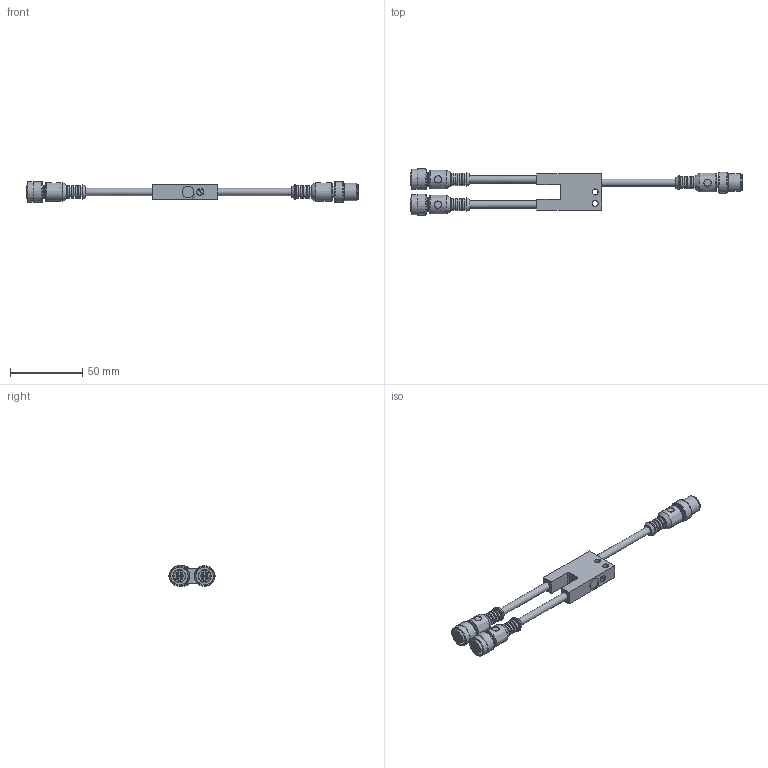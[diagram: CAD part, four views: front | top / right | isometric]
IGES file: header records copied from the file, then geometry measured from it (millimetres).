
Global section: file name: AV2 UND-ODER-PS-IBS; native system: Autodesk Inventor 2015; preprocessor: unknown; author: lck; date: 20150722.090312; units: millimetre
Bounding box: 230.3 x 31.97 x 14.5 mm (x, y, z)
Volume: 24025.2 mm3; surface area: 14523.5 mm2
Topology: 2 solids, 4 shells, 425 faces, 1086 edges, 745 vertices
Faces by surface type: bspline 425
